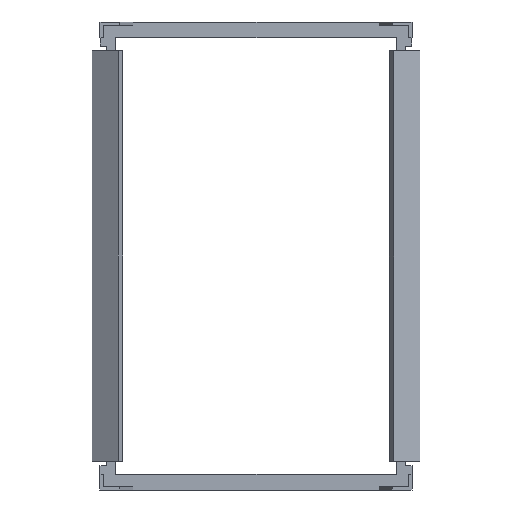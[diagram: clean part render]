
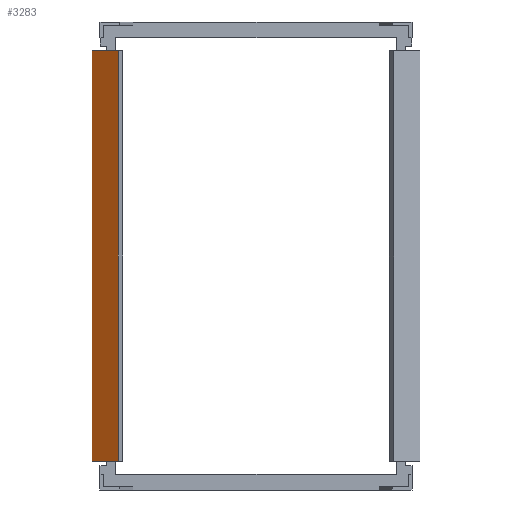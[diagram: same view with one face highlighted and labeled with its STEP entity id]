
A CAD part, front view. The second image highlights one B-rep face of the part: STEP entity #3283.
In plain terms, the highlighted face is planar.
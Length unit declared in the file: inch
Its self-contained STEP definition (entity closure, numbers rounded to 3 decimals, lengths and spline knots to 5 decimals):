
#239=FACE_OUTER_BOUND('',#424,.T.);
#424=EDGE_LOOP('',(#2380,#2381,#2382,#2383));
#694=LINE('',#4942,#1080);
#705=LINE('',#4969,#1091);
#706=LINE('',#4972,#1092);
#707=LINE('',#4973,#1093);
#1080=VECTOR('',#3974,0.3937);
#1091=VECTOR('',#3999,0.3937);
#1092=VECTOR('',#4002,0.3937);
#1093=VECTOR('',#4003,0.3937);
#1446=VERTEX_POINT('',#4939);
#1447=VERTEX_POINT('',#4941);
#1456=VERTEX_POINT('',#4967);
#1457=VERTEX_POINT('',#4971);
#1803=EDGE_CURVE('',#1446,#1447,#694,.T.);
#1817=EDGE_CURVE('',#1446,#1456,#705,.T.);
#1818=EDGE_CURVE('',#1457,#1456,#706,.T.);
#1819=EDGE_CURVE('',#1447,#1457,#707,.T.);
#2380=ORIENTED_EDGE('',*,*,#1817,.T.);
#2381=ORIENTED_EDGE('',*,*,#1818,.F.);
#2382=ORIENTED_EDGE('',*,*,#1819,.F.);
#2383=ORIENTED_EDGE('',*,*,#1803,.F.);
#3131=PLANE('',#3530);
#3283=ADVANCED_FACE('',(#239),#3131,.T.);
#3530=AXIS2_PLACEMENT_3D('',#4970,#4000,#4001);
#3974=DIRECTION('',(-1.,0.,0.));
#3999=DIRECTION('',(0.,0.,1.));
#4000=DIRECTION('center_axis',(0.,-1.,0.));
#4001=DIRECTION('ref_axis',(1.,0.,0.));
#4002=DIRECTION('',(1.,0.,0.));
#4003=DIRECTION('',(0.,0.,1.));
#4939=CARTESIAN_POINT('',(-4.27585,-0.1853,-6.57942));
#4941=CARTESIAN_POINT('',(-5.28212,-0.1853,-6.57942));
#4942=CARTESIAN_POINT('',(-4.27585,-0.1853,-6.57942));
#4967=CARTESIAN_POINT('',(-4.27585,-0.1853,6.57942));
#4969=CARTESIAN_POINT('',(-4.27585,-0.1853,0.));
#4970=CARTESIAN_POINT('Origin',(-5.28212,-0.1853,0.));
#4971=CARTESIAN_POINT('',(-5.28212,-0.1853,6.57942));
#4972=CARTESIAN_POINT('',(-4.27585,-0.1853,6.57942));
#4973=CARTESIAN_POINT('',(-5.28212,-0.1853,0.));
